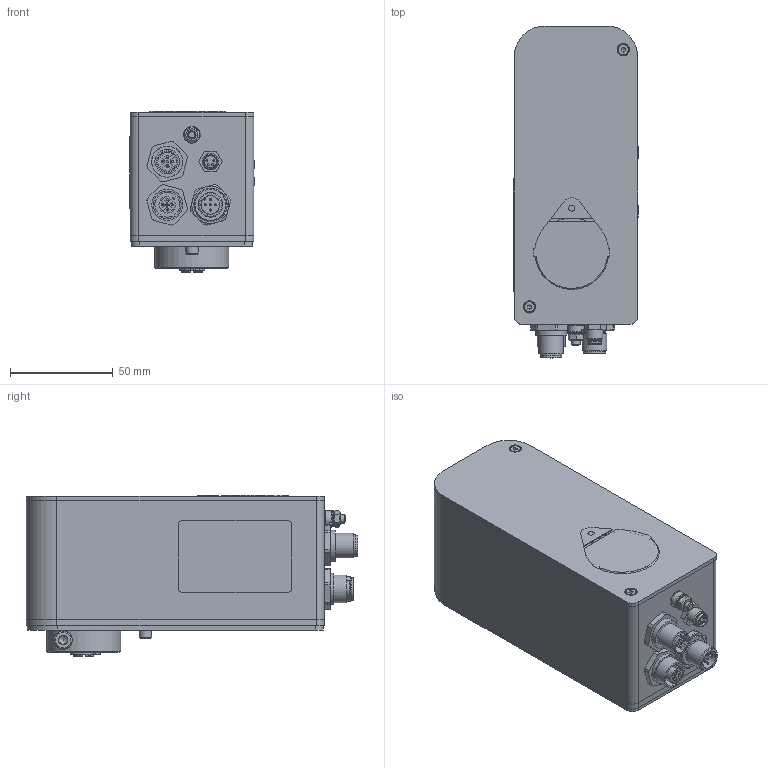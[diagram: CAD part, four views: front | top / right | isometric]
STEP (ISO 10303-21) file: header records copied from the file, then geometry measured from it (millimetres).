
FILE_DESCRIPTION(/* description */ ('Grundgestell PSE30x-8'),/* implementation_level */ '2;1');
FILE_NAME(/* name */ 'PSE30x-8.stp',/* time_stamp */ '2015-08-25T14:00:58+02:00',/* author */ ('nwolf'),/* organization */ (''),/* preprocessor_version */ 'ST-DEVELOPER v15.6',/* originating_system */ 'Autodesk Inventor 2015',/* authorisation */ '');
FILE_SCHEMA (('AUTOMOTIVE_DESIGN { 1 0 10303 214 3 1 1 }'));
Products named in the file (37): 1020.003483M; 1190.000294M; 1450.001524MA; 1200.006484M; DIN 625 SKF - SKF 61800; 1290.002454M; DIN 471 - 10x1; 2000.003039M; 1010.002353M; 1020.003494M; 3090.000794M; DIN 7984 - M3 x 10; ENG-000683; ENG-000682; ENG-000294; ENG-000623; ENG-000280; ENG-000685; ENG-000686; 3030.003639M; ENG-000687; ENG-000688; 3030.004019M; ENG-000690; ENG-000691; 3030.004029M; ENG-000650; ENG-000651; 3030.003989M; 1190.000484M; DIN 6797 - A 4,3; 7000.000654MB; 7000.002754M; 2100.000199M; 2100.000599M; 7005.001814M; 7300.008533MF
Assembly tree (38 placements, depth 3):
  7300.008533MF
    1020.003483M
    1190.000294M
    1450.001524MA
    1200.006484M
    DIN 625 SKF - SKF 61800
    1290.002454M
    DIN 471 - 10x1
    2000.003039M
    1010.002353M
    1020.003494M
    3090.000794M
    DIN 7984 - M3 x 10  x2
    3030.003639M
      ENG-000683
      ENG-000682
      ENG-000294
      ENG-000623
      ENG-000280
      ENG-000685
      ENG-000686
    3030.004019M
      ENG-000687
      ENG-000688
    3030.004029M
      ENG-000690
      ENG-000691
    3030.003989M
      ENG-000650
      ENG-000651
    1190.000484M
    DIN 6797 - A 4,3  x2
    7000.000654MB
    7000.002754M
    2100.000199M
    2100.000599M
    7005.001814M
Bounding box: 60.3 x 161.3 x 78.5 mm (x, y, z)
Volume: 133929 mm3; surface area: 133088.6 mm2
Topology: 34 solids, 34 shells, 2053 faces, 5240 edges, 3462 vertices
Faces by surface type: plane 1332, cylinder 461, bspline 138, cone 68, torus 37, sphere 17
Full cylindrical faces by diameter (mm): 0.6 x4, 0.75 x5, 1 x33, 1.5 x2, 1.6 x11, 2 x2, 2.3 x1, 2.621 x1, 3 x3, 3.242 x2, 4 x11, 4.1 x1, 4.3 x2, 4.459 x1, 4.5 x1, 4.619 x1, 4.87 x2, 5 x1, 5.5 x3, 5.8 x1, 5.9 x1, 5.96 x1, 6 x11, 6.2 x1, 6.4 x1, 6.8 x2, 7.2 x1, 7.5 x1, 8 x7, 8.1 x1
Entity records: 61225 total; most frequent: CARTESIAN_POINT 13787, ORIENTED_EDGE 9462, DIRECTION 9318, EDGE_CURVE 4725, VERTEX_POINT 3248, AXIS2_PLACEMENT_3D 3107, LINE 3104, VECTOR 3104
